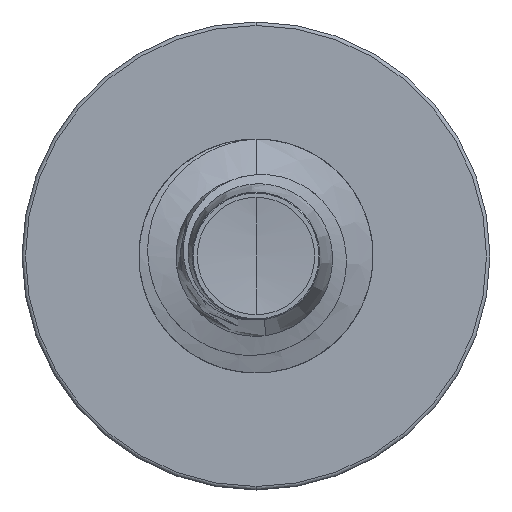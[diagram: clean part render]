
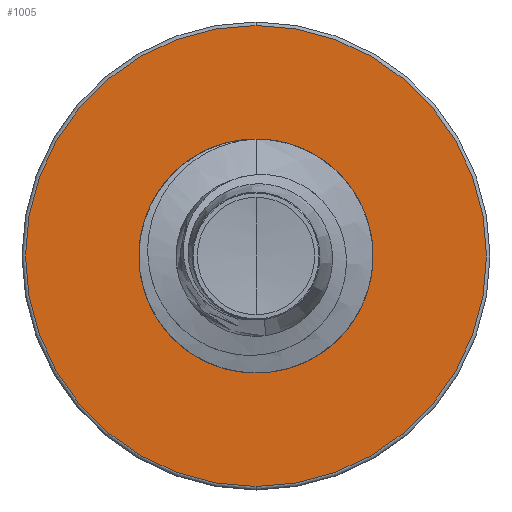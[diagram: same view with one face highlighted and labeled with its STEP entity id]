
A CAD part, front view. The second image highlights one B-rep face of the part: STEP entity #1005.
In plain terms, the highlighted planar face has unit normal (0, -1, 0).
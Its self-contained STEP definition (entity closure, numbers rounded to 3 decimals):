
#1005 = ADVANCED_FACE ( 'NONE', ( #7278, #26517 ), #13985, .F. ) ;
#2033 = DIRECTION ( 'NONE',  ( 0., 1., 0. ) ) ;
#2892 = VERTEX_POINT ( 'NONE', #13755 ) ;
#5121 = CARTESIAN_POINT ( 'NONE',  ( 0., 17.5, 0. ) ) ;
#5449 = VERTEX_POINT ( 'NONE', #19189 ) ;
#6569 = AXIS2_PLACEMENT_3D ( 'NONE', #21963, #9483, #23375 ) ;
#7105 = CIRCLE ( 'NONE', #18887, 3.94 ) ;
#7278 = FACE_OUTER_BOUND ( 'NONE', #24613, .T. ) ;
#7922 = DIRECTION ( 'NONE',  ( 0., 0., 1. ) ) ;
#8142 = AXIS2_PLACEMENT_3D ( 'NONE', #14548, #26015, #16721 ) ;
#8525 = VERTEX_POINT ( 'NONE', #17892 ) ;
#9483 = DIRECTION ( 'NONE',  ( 0., 1., 0. ) ) ;
#13381 = ORIENTED_EDGE ( 'NONE', *, *, #19426, .T. ) ;
#13755 = CARTESIAN_POINT ( 'NONE',  ( 0., 17.5, 3.94 ) ) ;
#13806 = DIRECTION ( 'NONE',  ( 0., 0., 1. ) ) ;
#13841 = DIRECTION ( 'NONE',  ( 0., 1., 0. ) ) ;
#13978 = CARTESIAN_POINT ( 'NONE',  ( 0., 17.5, -1.989 ) ) ;
#13985 = PLANE ( 'NONE',  #25812 ) ;
#14548 = CARTESIAN_POINT ( 'NONE',  ( 0., 17.5, 0. ) ) ;
#15937 = EDGE_LOOP ( 'NONE', ( #13381, #18972 ) ) ;
#16718 = EDGE_CURVE ( 'NONE', #17341, #2892, #23921, .T. ) ;
#16721 = DIRECTION ( 'NONE',  ( 0., 0., 1. ) ) ;
#17112 = CARTESIAN_POINT ( 'NONE',  ( 0., 17.5, 0. ) ) ;
#17341 = VERTEX_POINT ( 'NONE', #23767 ) ;
#17577 = EDGE_CURVE ( 'NONE', #2892, #17341, #7105, .T. ) ;
#17892 = CARTESIAN_POINT ( 'NONE',  ( 0., 17.5, -1.989 ) ) ;
#18334 = ORIENTED_EDGE ( 'NONE', *, *, #17577, .F. ) ;
#18374 = AXIS2_PLACEMENT_3D ( 'NONE', #17112, #2033, #19103 ) ;
#18887 = AXIS2_PLACEMENT_3D ( 'NONE', #5121, #21057, #7922 ) ;
#18972 = ORIENTED_EDGE ( 'NONE', *, *, #24945, .T. ) ;
#19103 = DIRECTION ( 'NONE',  ( 0., 0., 1. ) ) ;
#19189 = CARTESIAN_POINT ( 'NONE',  ( 0., 17.5, 1.989 ) ) ;
#19426 = EDGE_CURVE ( 'NONE', #5449, #8525, #24556, .T. ) ;
#21057 = DIRECTION ( 'NONE',  ( 0., 1., 0. ) ) ;
#21963 = CARTESIAN_POINT ( 'NONE',  ( 0., 17.5, 0. ) ) ;
#23290 = CIRCLE ( 'NONE', #6569, 1.989 ) ;
#23375 = DIRECTION ( 'NONE',  ( 0., 0., 1. ) ) ;
#23767 = CARTESIAN_POINT ( 'NONE',  ( 0., 17.5, -3.94 ) ) ;
#23921 = CIRCLE ( 'NONE', #8142, 3.94 ) ;
#24556 = CIRCLE ( 'NONE', #18374, 1.989 ) ;
#24613 = EDGE_LOOP ( 'NONE', ( #18334, #26195 ) ) ;
#24945 = EDGE_CURVE ( 'NONE', #8525, #5449, #23290, .T. ) ;
#25812 = AXIS2_PLACEMENT_3D ( 'NONE', #13978, #13841, #13806 ) ;
#26015 = DIRECTION ( 'NONE',  ( 0., 1., 0. ) ) ;
#26195 = ORIENTED_EDGE ( 'NONE', *, *, #16718, .F. ) ;
#26517 = FACE_BOUND ( 'NONE', #15937, .T. ) ;
